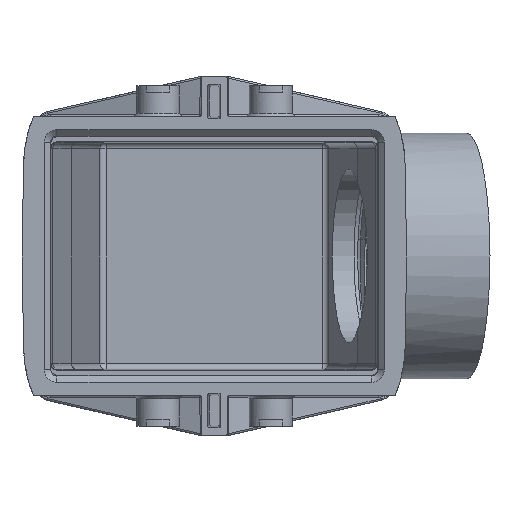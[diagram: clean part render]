
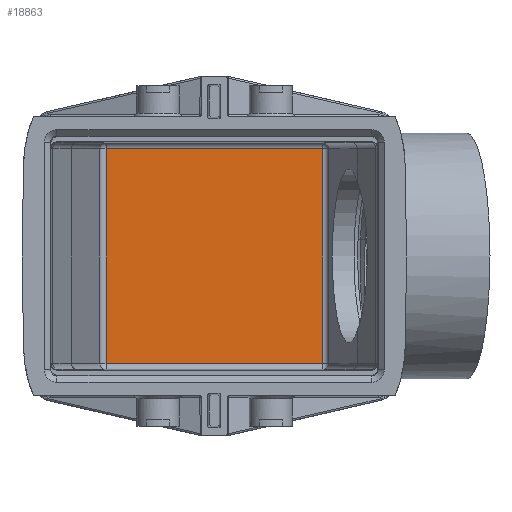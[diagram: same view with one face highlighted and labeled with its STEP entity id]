
A CAD part, front view. The second image highlights one B-rep face of the part: STEP entity #18863.
In plain terms, the highlighted planar face has unit normal (0, -1, 0).
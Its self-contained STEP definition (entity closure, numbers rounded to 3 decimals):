
#7866=DIRECTION('',(0.,0.,-1.));
#7867=VECTOR('',#7866,33.996);
#7868=CARTESIAN_POINT('',(17.177,60.,16.998));
#7869=LINE('',#7868,#7867);
#7873=DIRECTION('',(-1.,0.,0.));
#7874=VECTOR('',#7873,34.355);
#7875=CARTESIAN_POINT('',(17.177,60.,-16.998));
#7876=LINE('',#7875,#7874);
#7880=DIRECTION('',(0.,0.,-1.));
#7881=VECTOR('',#7880,33.996);
#7882=CARTESIAN_POINT('',(-17.177,60.,16.998));
#7883=LINE('',#7882,#7881);
#7887=DIRECTION('',(-1.,0.,0.));
#7888=VECTOR('',#7887,34.355);
#7889=CARTESIAN_POINT('',(17.177,60.,16.998));
#7890=LINE('',#7889,#7888);
#10006=CARTESIAN_POINT('',(17.177,60.,16.998));
#10007=CARTESIAN_POINT('',(17.177,60.,-16.998));
#10008=VERTEX_POINT('',#10006);
#10009=VERTEX_POINT('',#10007);
#10014=CARTESIAN_POINT('',(-17.177,60.,16.998));
#10015=CARTESIAN_POINT('',(-17.177,60.,-16.998));
#10016=VERTEX_POINT('',#10014);
#10017=VERTEX_POINT('',#10015);
#18850=CARTESIAN_POINT('',(-20.475,60.,-21.5));
#18851=DIRECTION('',(0.,-1.,0.));
#18852=DIRECTION('',(1.,0.,0.));
#18853=AXIS2_PLACEMENT_3D('',#18850,#18851,#18852);
#18854=PLANE('',#18853);
#18855=ORIENTED_EDGE('',*,*,#18841,.T.);
#18857=ORIENTED_EDGE('',*,*,#18856,.T.);
#18859=ORIENTED_EDGE('',*,*,#18858,.F.);
#18860=ORIENTED_EDGE('',*,*,#18805,.F.);
#18861=EDGE_LOOP('',(#18855,#18857,#18859,#18860));
#18862=FACE_OUTER_BOUND('',#18861,.F.);
#18863=ADVANCED_FACE('',(#18862),#18854,.T.);
#18805=EDGE_CURVE('',#10008,#10016,#7890,.T.);
#18841=EDGE_CURVE('',#10008,#10009,#7869,.T.);
#18856=EDGE_CURVE('',#10009,#10017,#7876,.T.);
#18858=EDGE_CURVE('',#10016,#10017,#7883,.T.);
